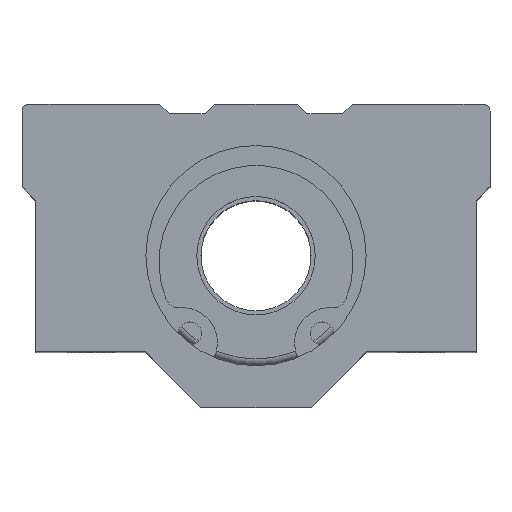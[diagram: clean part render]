
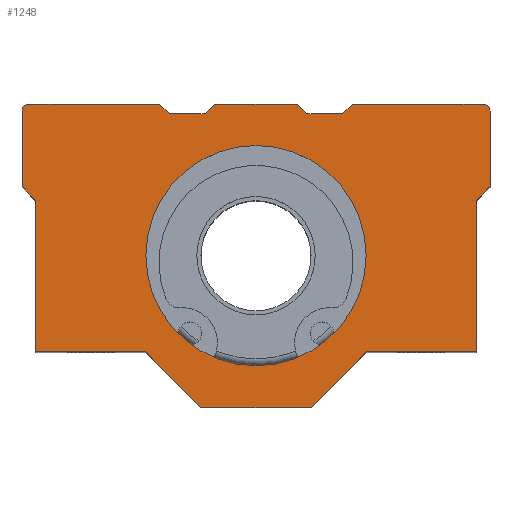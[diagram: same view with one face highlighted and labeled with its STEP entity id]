
A CAD part, top view. The second image highlights one B-rep face of the part: STEP entity #1248.
In plain terms, the highlighted planar face has unit normal (0, 0, 1).
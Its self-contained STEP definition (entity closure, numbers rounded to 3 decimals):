
#36=LINE('',#2012,#110);
#39=LINE('',#2018,#113);
#42=LINE('',#2024,#116);
#45=LINE('',#2034,#119);
#48=LINE('',#2040,#122);
#51=LINE('',#2046,#125);
#54=LINE('',#2052,#128);
#57=LINE('',#2062,#131);
#60=LINE('',#2068,#134);
#63=LINE('',#2074,#137);
#66=LINE('',#2080,#140);
#70=LINE('',#2096,#144);
#73=LINE('',#2102,#147);
#76=LINE('',#2108,#150);
#79=LINE('',#2114,#153);
#82=LINE('',#2120,#156);
#85=LINE('',#2126,#159);
#88=LINE('',#2132,#162);
#91=LINE('',#2138,#165);
#94=LINE('',#2148,#168);
#110=VECTOR('',#1654,1000.);
#113=VECTOR('',#1659,1000.);
#116=VECTOR('',#1664,1000.);
#119=VECTOR('',#1673,1000.);
#122=VECTOR('',#1678,1000.);
#125=VECTOR('',#1683,1000.);
#128=VECTOR('',#1688,1000.);
#131=VECTOR('',#1697,1000.);
#134=VECTOR('',#1702,1000.);
#137=VECTOR('',#1707,1000.);
#140=VECTOR('',#1712,1000.);
#144=VECTOR('',#1728,1000.);
#147=VECTOR('',#1733,1000.);
#150=VECTOR('',#1738,1000.);
#153=VECTOR('',#1743,1000.);
#156=VECTOR('',#1748,1000.);
#159=VECTOR('',#1753,1000.);
#162=VECTOR('',#1758,1000.);
#165=VECTOR('',#1763,1000.);
#168=VECTOR('',#1772,1000.);
#227=PLANE('',#1425);
#461=ORIENTED_EDGE('',*,*,#581,.T.);
#462=ORIENTED_EDGE('',*,*,#584,.T.);
#463=ORIENTED_EDGE('',*,*,#588,.T.);
#464=ORIENTED_EDGE('',*,*,#591,.T.);
#465=ORIENTED_EDGE('',*,*,#594,.T.);
#466=ORIENTED_EDGE('',*,*,#599,.T.);
#467=ORIENTED_EDGE('',*,*,#602,.T.);
#468=ORIENTED_EDGE('',*,*,#605,.T.);
#469=ORIENTED_EDGE('',*,*,#608,.T.);
#470=ORIENTED_EDGE('',*,*,#613,.T.);
#471=ORIENTED_EDGE('',*,*,#616,.T.);
#472=ORIENTED_EDGE('',*,*,#619,.T.);
#473=ORIENTED_EDGE('',*,*,#622,.T.);
#474=ORIENTED_EDGE('',*,*,#625,.T.);
#475=ORIENTED_EDGE('',*,*,#630,.T.);
#476=ORIENTED_EDGE('',*,*,#633,.T.);
#477=ORIENTED_EDGE('',*,*,#636,.T.);
#478=ORIENTED_EDGE('',*,*,#639,.T.);
#479=ORIENTED_EDGE('',*,*,#642,.T.);
#480=ORIENTED_EDGE('',*,*,#645,.T.);
#481=ORIENTED_EDGE('',*,*,#648,.T.);
#482=ORIENTED_EDGE('',*,*,#651,.T.);
#483=ORIENTED_EDGE('',*,*,#656,.T.);
#581=EDGE_CURVE('',#719,#719,#831,.T.);
#584=EDGE_CURVE('',#722,#723,#834,.T.);
#588=EDGE_CURVE('',#723,#726,#36,.T.);
#591=EDGE_CURVE('',#726,#728,#39,.T.);
#594=EDGE_CURVE('',#728,#730,#42,.T.);
#599=EDGE_CURVE('',#730,#734,#45,.T.);
#602=EDGE_CURVE('',#734,#736,#48,.T.);
#605=EDGE_CURVE('',#736,#738,#51,.T.);
#608=EDGE_CURVE('',#738,#740,#54,.T.);
#613=EDGE_CURVE('',#740,#744,#57,.T.);
#616=EDGE_CURVE('',#744,#746,#60,.T.);
#619=EDGE_CURVE('',#746,#748,#63,.T.);
#622=EDGE_CURVE('',#748,#750,#66,.T.);
#625=EDGE_CURVE('',#750,#752,#840,.T.);
#630=EDGE_CURVE('',#752,#756,#70,.T.);
#633=EDGE_CURVE('',#756,#758,#73,.T.);
#636=EDGE_CURVE('',#758,#760,#76,.T.);
#639=EDGE_CURVE('',#760,#762,#79,.T.);
#642=EDGE_CURVE('',#762,#764,#82,.T.);
#645=EDGE_CURVE('',#764,#766,#85,.T.);
#648=EDGE_CURVE('',#766,#768,#88,.T.);
#651=EDGE_CURVE('',#768,#770,#91,.T.);
#656=EDGE_CURVE('',#770,#722,#94,.T.);
#719=VERTEX_POINT('',#1996);
#722=VERTEX_POINT('',#2004);
#723=VERTEX_POINT('',#2005);
#726=VERTEX_POINT('',#2013);
#728=VERTEX_POINT('',#2019);
#730=VERTEX_POINT('',#2025);
#734=VERTEX_POINT('',#2035);
#736=VERTEX_POINT('',#2041);
#738=VERTEX_POINT('',#2047);
#740=VERTEX_POINT('',#2053);
#744=VERTEX_POINT('',#2063);
#746=VERTEX_POINT('',#2069);
#748=VERTEX_POINT('',#2075);
#750=VERTEX_POINT('',#2081);
#752=VERTEX_POINT('',#2087);
#756=VERTEX_POINT('',#2097);
#758=VERTEX_POINT('',#2103);
#760=VERTEX_POINT('',#2109);
#762=VERTEX_POINT('',#2115);
#764=VERTEX_POINT('',#2121);
#766=VERTEX_POINT('',#2127);
#768=VERTEX_POINT('',#2133);
#770=VERTEX_POINT('',#2139);
#831=CIRCLE('',#1386,8.);
#834=CIRCLE('',#1391,0.5);
#840=CIRCLE('',#1409,0.5);
#962=EDGE_LOOP('',(#461));
#963=EDGE_LOOP('',(#462,#463,#464,#465,#466,#467,#468,#469,#470,#471,#472,
#473,#474,#475,#476,#477,#478,#479,#480,#481,#482,#483));
#1108=FACE_BOUND('',#962,.T.);
#1109=FACE_BOUND('',#963,.T.);
#1248=ADVANCED_FACE('',(#1108,#1109),#227,.T.);
#1386=AXIS2_PLACEMENT_3D('',#1995,#1636,#1637);
#1391=AXIS2_PLACEMENT_3D('',#2003,#1646,#1647);
#1409=AXIS2_PLACEMENT_3D('',#2086,#1717,#1718);
#1425=AXIS2_PLACEMENT_3D('',#2151,#1776,#1777);
#1636=DIRECTION('',(0.,0.,-1.));
#1637=DIRECTION('',(-1.,0.,0.));
#1646=DIRECTION('',(0.,0.,1.));
#1647=DIRECTION('',(1.,0.,0.));
#1654=DIRECTION('',(0.,-1.,0.));
#1659=DIRECTION('',(0.707,-0.707,0.));
#1664=DIRECTION('',(0.,-1.,0.));
#1673=DIRECTION('',(1.,0.,0.));
#1678=DIRECTION('',(0.707,-0.707,0.));
#1683=DIRECTION('',(1.,0.,0.));
#1688=DIRECTION('',(0.707,0.707,0.));
#1697=DIRECTION('',(1.,0.,0.));
#1702=DIRECTION('',(0.,1.,0.));
#1707=DIRECTION('',(0.707,0.707,0.));
#1712=DIRECTION('',(0.,1.,0.));
#1717=DIRECTION('',(0.,0.,1.));
#1718=DIRECTION('',(1.,0.,0.));
#1728=DIRECTION('',(-1.,0.,0.));
#1733=DIRECTION('',(-0.707,-0.707,0.));
#1738=DIRECTION('',(-1.,0.,0.));
#1743=DIRECTION('',(-0.707,0.707,0.));
#1748=DIRECTION('',(-1.,0.,0.));
#1753=DIRECTION('',(-0.707,-0.707,0.));
#1758=DIRECTION('',(-1.,0.,0.));
#1763=DIRECTION('',(-0.707,0.707,0.));
#1772=DIRECTION('',(-1.,0.,0.));
#1776=DIRECTION('',(0.,0.,1.));
#1777=DIRECTION('',(1.,0.,0.));
#1995=CARTESIAN_POINT('',(0.,-11.,0.));
#1996=CARTESIAN_POINT('',(-8.,-11.,0.));
#2003=CARTESIAN_POINT('',(-16.5,-0.5,0.));
#2004=CARTESIAN_POINT('',(-16.5,0.,0.));
#2005=CARTESIAN_POINT('',(-17.,-0.5,0.));
#2012=CARTESIAN_POINT('',(-17.,-0.5,0.));
#2013=CARTESIAN_POINT('',(-17.,-6.,0.));
#2018=CARTESIAN_POINT('',(-17.,-6.,0.));
#2019=CARTESIAN_POINT('',(-16.,-7.,0.));
#2024=CARTESIAN_POINT('',(-16.,-7.,0.));
#2025=CARTESIAN_POINT('',(-16.,-18.,0.));
#2034=CARTESIAN_POINT('',(-16.,-18.,0.));
#2035=CARTESIAN_POINT('',(-8.,-18.,0.));
#2040=CARTESIAN_POINT('',(-8.,-18.,0.));
#2041=CARTESIAN_POINT('',(-4.,-22.,0.));
#2046=CARTESIAN_POINT('',(-4.,-22.,0.));
#2047=CARTESIAN_POINT('',(4.,-22.,0.));
#2052=CARTESIAN_POINT('',(4.,-22.,0.));
#2053=CARTESIAN_POINT('',(8.,-18.,0.));
#2062=CARTESIAN_POINT('',(8.,-18.,0.));
#2063=CARTESIAN_POINT('',(16.,-18.,0.));
#2068=CARTESIAN_POINT('',(16.,-18.,0.));
#2069=CARTESIAN_POINT('',(16.,-7.,0.));
#2074=CARTESIAN_POINT('',(16.,-7.,0.));
#2075=CARTESIAN_POINT('',(17.,-6.,0.));
#2080=CARTESIAN_POINT('',(17.,-6.,0.));
#2081=CARTESIAN_POINT('',(17.,-0.5,0.));
#2086=CARTESIAN_POINT('',(16.5,-0.5,0.));
#2087=CARTESIAN_POINT('',(16.5,0.,0.));
#2096=CARTESIAN_POINT('',(16.5,0.,0.));
#2097=CARTESIAN_POINT('',(7.,0.,0.));
#2102=CARTESIAN_POINT('',(7.,0.,0.));
#2103=CARTESIAN_POINT('',(6.3,-0.7,0.));
#2108=CARTESIAN_POINT('',(6.3,-0.7,0.));
#2109=CARTESIAN_POINT('',(3.7,-0.7,0.));
#2114=CARTESIAN_POINT('',(3.7,-0.7,0.));
#2115=CARTESIAN_POINT('',(3.,0.,0.));
#2120=CARTESIAN_POINT('',(3.,0.,0.));
#2121=CARTESIAN_POINT('',(-3.,0.,0.));
#2126=CARTESIAN_POINT('',(-3.,0.,0.));
#2127=CARTESIAN_POINT('',(-3.7,-0.7,0.));
#2132=CARTESIAN_POINT('',(-3.7,-0.7,0.));
#2133=CARTESIAN_POINT('',(-6.3,-0.7,0.));
#2138=CARTESIAN_POINT('',(-6.3,-0.7,0.));
#2139=CARTESIAN_POINT('',(-7.,0.,0.));
#2148=CARTESIAN_POINT('',(-7.,0.,0.));
#2151=CARTESIAN_POINT('',(-16.5,-0.5,0.));
